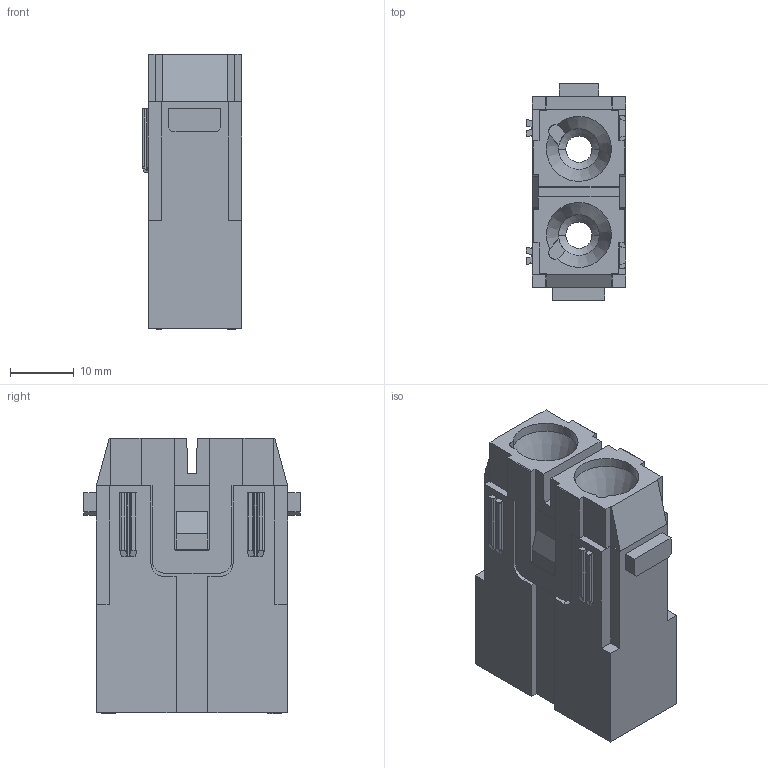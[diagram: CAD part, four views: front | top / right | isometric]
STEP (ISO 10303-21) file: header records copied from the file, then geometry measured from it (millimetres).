
FILE_DESCRIPTION(('Creo Elements/Direct Modeling STEP Export'),'2;1');
FILE_NAME('0lndrr044f4jdro1668','2016-08-30T 9:13:46',(''),(''),'PTC Creo Elements/Direct Modeling STEP processor for AP214 (Solid Model)','PTC Creo Elements/Direct Modeling 19.0B 21-Mar-2015 (C) Parametric Technology GmbH','');
FILE_SCHEMA(('AUTOMOTIVE_DESIGN { 1 0 10303 214 1 1 1 1 }'));
Length unit declared in the file: millimetre
Products named in the file (2): CX_02_4M
Assembly tree (1 placements, depth 2):
  CX_02_4M
    CX_02_4M
Bounding box: 15.6 x 34 x 43.3 mm (x, y, z)
Volume: 12427.5 mm3; surface area: 7560.9 mm2
Topology: 1 solids, 1 shells, 280 faces, 791 edges, 524 vertices
Faces by surface type: plane 211, cylinder 62, cone 7
Entity records: 11070 total; most frequent: CARTESIAN_POINT 1722, ORIENTED_EDGE 1582, DIRECTION 1334, EDGE_CURVE 791, VECTOR 606, LINE 606, VERTEX_POINT 524, AXIS2_PLACEMENT_3D 364
